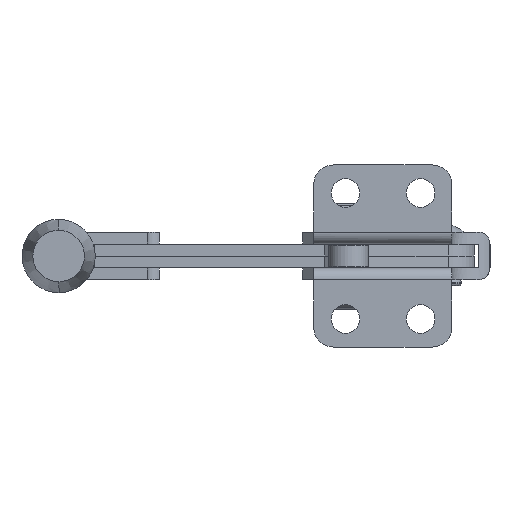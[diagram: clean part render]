
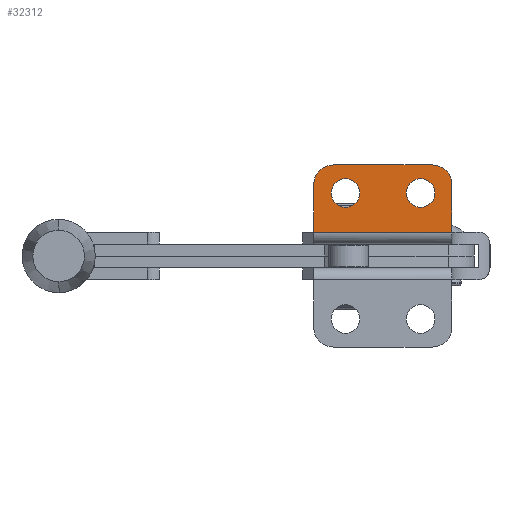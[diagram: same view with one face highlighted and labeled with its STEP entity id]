
A CAD part, front view. The second image highlights one B-rep face of the part: STEP entity #32312.
In plain terms, the highlighted planar face has unit normal (0, -1, 0).
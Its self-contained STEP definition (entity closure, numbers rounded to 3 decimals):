
#376 = DIRECTION ( 'NONE',  ( 0., -1., 0. ) ) ;
#613 = EDGE_LOOP ( 'NONE', ( #11102, #12891 ) ) ;
#712 = VERTEX_POINT ( 'NONE', #8296 ) ;
#751 = ORIENTED_EDGE ( 'NONE', *, *, #6171, .F. ) ;
#856 = CARTESIAN_POINT ( 'NONE',  ( -34.9, 0., 12. ) ) ;
#1554 = VERTEX_POINT ( 'NONE', #32058 ) ;
#1773 = CARTESIAN_POINT ( 'NONE',  ( -7.9, 0., 21.9 ) ) ;
#2967 = CIRCLE ( 'NONE', #16078, 3.6 ) ;
#3022 = FACE_BOUND ( 'NONE', #22385, .T. ) ;
#3637 = EDGE_CURVE ( 'NONE', #28300, #1554, #23551, .T. ) ;
#3640 = CARTESIAN_POINT ( 'NONE',  ( -34.9, 0., 24. ) ) ;
#3902 = FACE_BOUND ( 'NONE', #613, .T. ) ;
#4378 = EDGE_CURVE ( 'NONE', #1554, #28300, #17072, .T. ) ;
#4594 = DIRECTION ( 'NONE',  ( -1., 0., 0. ) ) ;
#5169 = CIRCLE ( 'NONE', #23141, 5. ) ;
#5439 = VERTEX_POINT ( 'NONE', #24269 ) ;
#6171 = EDGE_CURVE ( 'NONE', #10927, #27103, #21740, .T. ) ;
#6264 = DIRECTION ( 'NONE',  ( 0., 1., 0. ) ) ;
#6342 = DIRECTION ( 'NONE',  ( 1., 0., 0. ) ) ;
#6582 = LINE ( 'NONE', #34192, #13046 ) ;
#6755 = DIRECTION ( 'NONE',  ( 0., 0., -1. ) ) ;
#7112 = VERTEX_POINT ( 'NONE', #19714 ) ;
#7921 = CARTESIAN_POINT ( 'NONE',  ( -23.3, 0., 21.9 ) ) ;
#8195 = CARTESIAN_POINT ( 'NONE',  ( -26.9, 0., 21.9 ) ) ;
#8296 = CARTESIAN_POINT ( 'NONE',  ( 0., 0., 24. ) ) ;
#8856 = CARTESIAN_POINT ( 'NONE',  ( -34.9, 0., 12. ) ) ;
#8974 = EDGE_CURVE ( 'NONE', #10927, #27465, #5169, .T. ) ;
#9001 = CIRCLE ( 'NONE', #30734, 5. ) ;
#9122 = CARTESIAN_POINT ( 'NONE',  ( -34.9, 0., 29. ) ) ;
#9173 = CARTESIAN_POINT ( 'NONE',  ( 0., 0., 12. ) ) ;
#9341 = ORIENTED_EDGE ( 'NONE', *, *, #24900, .F. ) ;
#9527 = CARTESIAN_POINT ( 'NONE',  ( 0., 0., 12. ) ) ;
#10789 = EDGE_CURVE ( 'NONE', #712, #27103, #9001, .T. ) ;
#10927 = VERTEX_POINT ( 'NONE', #23957 ) ;
#10957 = DIRECTION ( 'NONE',  ( -1., 0., 0. ) ) ;
#11102 = ORIENTED_EDGE ( 'NONE', *, *, #4378, .T. ) ;
#11413 = DIRECTION ( 'NONE',  ( 0., -1., 0. ) ) ;
#11640 = CIRCLE ( 'NONE', #28862, 3.6 ) ;
#11738 = DIRECTION ( 'NONE',  ( 0., 1., 0. ) ) ;
#11753 = VECTOR ( 'NONE', #6342, 1000. ) ;
#12082 = VECTOR ( 'NONE', #6755, 1000. ) ;
#12281 = DIRECTION ( 'NONE',  ( 1., 0., 0. ) ) ;
#12891 = ORIENTED_EDGE ( 'NONE', *, *, #3637, .T. ) ;
#13046 = VECTOR ( 'NONE', #12281, 1000. ) ;
#13185 = VECTOR ( 'NONE', #25403, 1000. ) ;
#13219 = CARTESIAN_POINT ( 'NONE',  ( -4.3, 0., 21.9 ) ) ;
#14615 = PLANE ( 'NONE',  #25877 ) ;
#16078 = AXIS2_PLACEMENT_3D ( 'NONE', #28276, #11738, #31009 ) ;
#16998 = CARTESIAN_POINT ( 'NONE',  ( -29.9, 0., 24. ) ) ;
#17072 = CIRCLE ( 'NONE', #17792, 3.6 ) ;
#17225 = ORIENTED_EDGE ( 'NONE', *, *, #17951, .T. ) ;
#17532 = ORIENTED_EDGE ( 'NONE', *, *, #32588, .T. ) ;
#17546 = DIRECTION ( 'NONE',  ( -1., 0., 0. ) ) ;
#17758 = FACE_OUTER_BOUND ( 'NONE', #30786, .T. ) ;
#17792 = AXIS2_PLACEMENT_3D ( 'NONE', #22835, #6264, #25584 ) ;
#17951 = EDGE_CURVE ( 'NONE', #31341, #7112, #6582, .T. ) ;
#18019 = ORIENTED_EDGE ( 'NONE', *, *, #25673, .T. ) ;
#19664 = VERTEX_POINT ( 'NONE', #7921 ) ;
#19714 = CARTESIAN_POINT ( 'NONE',  ( 0., 0., 12. ) ) ;
#19786 = DIRECTION ( 'NONE',  ( -1., 0., 0. ) ) ;
#21159 = DIRECTION ( 'NONE',  ( 0., 1., 0. ) ) ;
#21740 = LINE ( 'NONE', #9122, #11753 ) ;
#22385 = EDGE_LOOP ( 'NONE', ( #18019, #17532 ) ) ;
#22835 = CARTESIAN_POINT ( 'NONE',  ( -7.9, 0., 21.9 ) ) ;
#23141 = AXIS2_PLACEMENT_3D ( 'NONE', #16998, #376, #19786 ) ;
#23551 = CIRCLE ( 'NONE', #24184, 3.6 ) ;
#23957 = CARTESIAN_POINT ( 'NONE',  ( -29.9, 0., 29. ) ) ;
#24184 = AXIS2_PLACEMENT_3D ( 'NONE', #1773, #21159, #4594 ) ;
#24269 = CARTESIAN_POINT ( 'NONE',  ( -30.5, 0., 21.9 ) ) ;
#24900 = EDGE_CURVE ( 'NONE', #712, #7112, #26766, .T. ) ;
#24962 = ORIENTED_EDGE ( 'NONE', *, *, #30054, .T. ) ;
#25403 = DIRECTION ( 'NONE',  ( 0., 0., -1. ) ) ;
#25584 = DIRECTION ( 'NONE',  ( -1., 0., 0. ) ) ;
#25673 = EDGE_CURVE ( 'NONE', #5439, #19664, #2967, .T. ) ;
#25877 = AXIS2_PLACEMENT_3D ( 'NONE', #9173, #33982, #17546 ) ;
#26766 = LINE ( 'NONE', #9527, #12082 ) ;
#26923 = ORIENTED_EDGE ( 'NONE', *, *, #10789, .T. ) ;
#27103 = VERTEX_POINT ( 'NONE', #28611 ) ;
#27465 = VERTEX_POINT ( 'NONE', #3640 ) ;
#27503 = DIRECTION ( 'NONE',  ( 0., 1., 0. ) ) ;
#27961 = CARTESIAN_POINT ( 'NONE',  ( -5., 0., 24. ) ) ;
#28276 = CARTESIAN_POINT ( 'NONE',  ( -26.9, 0., 21.9 ) ) ;
#28300 = VERTEX_POINT ( 'NONE', #13219 ) ;
#28611 = CARTESIAN_POINT ( 'NONE',  ( -5., 0., 29. ) ) ;
#28862 = AXIS2_PLACEMENT_3D ( 'NONE', #8195, #27503, #10957 ) ;
#30054 = EDGE_CURVE ( 'NONE', #27465, #31341, #34284, .T. ) ;
#30685 = DIRECTION ( 'NONE',  ( -1., 0., 0. ) ) ;
#30734 = AXIS2_PLACEMENT_3D ( 'NONE', #27961, #11413, #30685 ) ;
#30786 = EDGE_LOOP ( 'NONE', ( #24962, #17225, #9341, #26923, #751, #34594 ) ) ;
#31009 = DIRECTION ( 'NONE',  ( -1., 0., 0. ) ) ;
#31341 = VERTEX_POINT ( 'NONE', #856 ) ;
#32058 = CARTESIAN_POINT ( 'NONE',  ( -11.5, 0., 21.9 ) ) ;
#32312 = ADVANCED_FACE ( 'NONE', ( #17758, #3902, #3022 ), #14615, .F. ) ;
#32588 = EDGE_CURVE ( 'NONE', #19664, #5439, #11640, .T. ) ;
#33982 = DIRECTION ( 'NONE',  ( 0., 1., 0. ) ) ;
#34192 = CARTESIAN_POINT ( 'NONE',  ( 0., 0., 12. ) ) ;
#34284 = LINE ( 'NONE', #8856, #13185 ) ;
#34594 = ORIENTED_EDGE ( 'NONE', *, *, #8974, .T. ) ;
